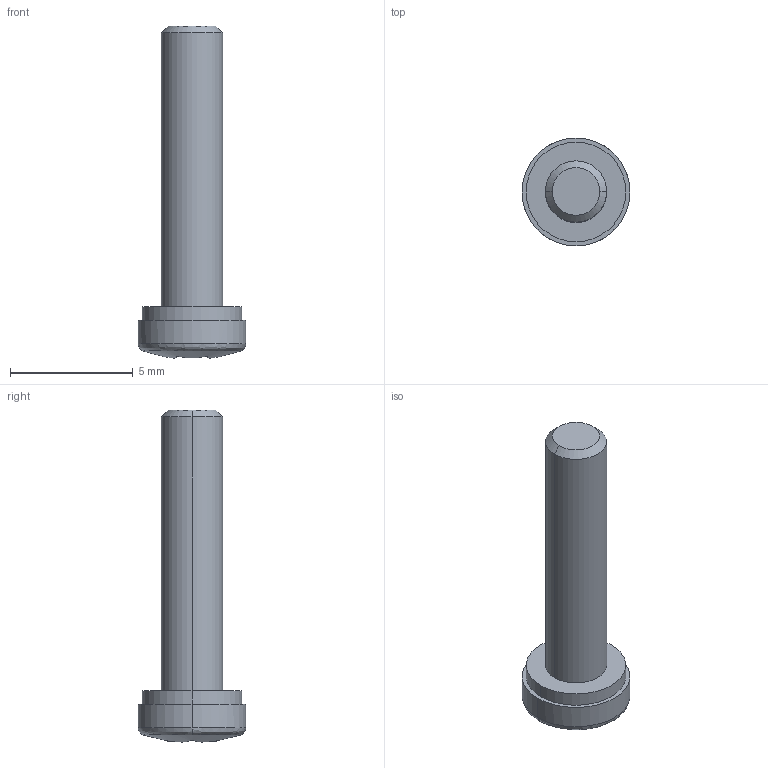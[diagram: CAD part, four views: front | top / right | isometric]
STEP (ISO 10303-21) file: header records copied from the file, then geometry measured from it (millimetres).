
FILE_DESCRIPTION (( 'STEP AP214' ), '1' );
FILE_NAME ('#6-SCREW.STEP', '2019-05-09T04:57:00', ( '' ), ( '' ), 'SwSTEP 2.0', 'SolidWorks 2017', '' );
FILE_SCHEMA (( 'AUTOMOTIVE_DESIGN' ));
Length unit declared in the file: millimetre
Products named in the file (1): #6-SCREW
Bounding box: 4.4 x 4.4 x 13.54 mm (x, y, z)
Volume: 81.9 mm3; surface area: 147.6 mm2
Topology: 1 solids, 1 shells, 41 faces, 106 edges, 70 vertices
Faces by surface type: cylinder 20, plane 16, bspline 3, cone 2
Entity records: 1465 total; most frequent: CARTESIAN_POINT 455, ORIENTED_EDGE 212, DIRECTION 192, EDGE_CURVE 106, AXIS2_PLACEMENT_3D 73, VERTEX_POINT 70, VECTOR 46, LINE 46
